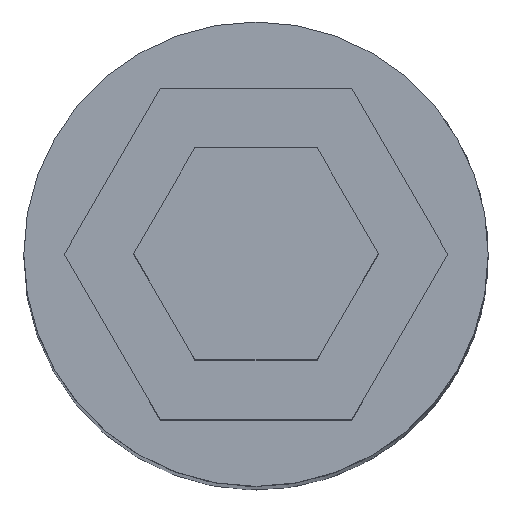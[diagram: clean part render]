
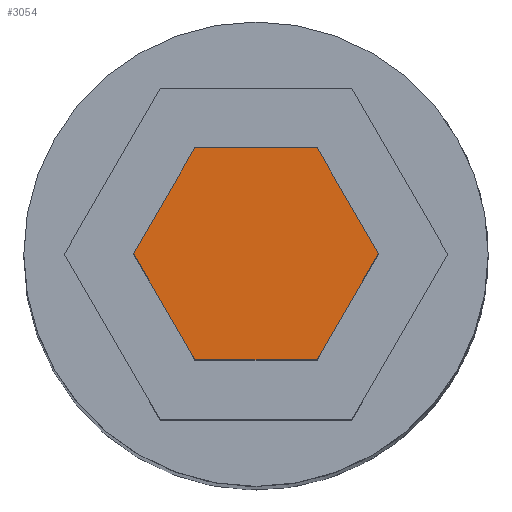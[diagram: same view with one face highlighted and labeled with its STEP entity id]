
A CAD part, top view. The second image highlights one B-rep face of the part: STEP entity #3054.
In plain terms, the highlighted planar face has unit normal (0, 0, 1).
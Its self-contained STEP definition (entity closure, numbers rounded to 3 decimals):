
#2505 = PLANE('',#2506);
#2506 = AXIS2_PLACEMENT_3D('',#2507,#2508,#2509);
#2507 = CARTESIAN_POINT('',(-37.583,16.423,
    138.796));
#2508 = DIRECTION('',(0.,-1.,0.));
#2509 = DIRECTION('',(1.,0.,0.));
#2576 = PLANE('',#2577);
#2577 = AXIS2_PLACEMENT_3D('',#2578,#2579,#2580);
#2578 = CARTESIAN_POINT('',(-52.074,-8.677,
    138.796));
#2579 = DIRECTION('',(0.,1.,0.));
#2580 = DIRECTION('',(0.,0.,1.));
#2607 = PLANE('',#2608);
#2608 = AXIS2_PLACEMENT_3D('',#2609,#2610,#2611);
#2609 = CARTESIAN_POINT('',(-52.074,16.423,
    138.796));
#2610 = DIRECTION('',(0.866,-0.5,0.));
#2611 = DIRECTION('',(0.5,0.866,0.));
#2632 = VERTEX_POINT('',#2633);
#2633 = CARTESIAN_POINT('',(-59.32,3.873,
    138.796));
#2647 = PLANE('',#2648);
#2648 = AXIS2_PLACEMENT_3D('',#2649,#2650,#2651);
#2649 = CARTESIAN_POINT('',(-59.32,3.873,
    138.796));
#2650 = DIRECTION('',(0.866,0.5,0.));
#2651 = DIRECTION('',(-0.5,0.866,0.));
#2659 = EDGE_CURVE('',#2660,#2632,#2662,.T.);
#2660 = VERTEX_POINT('',#2661);
#2661 = CARTESIAN_POINT('',(-52.074,16.423,
    138.796));
#2662 = SURFACE_CURVE('',#2663,(#2667,#2674),.PCURVE_S1.);
#2663 = LINE('',#2664,#2665);
#2664 = CARTESIAN_POINT('',(-52.074,16.423,
    138.796));
#2665 = VECTOR('',#2666,1.);
#2666 = DIRECTION('',(-0.5,-0.866,0.));
#2667 = PCURVE('',#2607,#2668);
#2668 = DEFINITIONAL_REPRESENTATION('',(#2669),#2673);
#2669 = LINE('',#2670,#2671);
#2670 = CARTESIAN_POINT('',(0.,0.));
#2671 = VECTOR('',#2672,1.);
#2672 = DIRECTION('',(-1.,0.));
#2673 = ( GEOMETRIC_REPRESENTATION_CONTEXT(2) 
PARAMETRIC_REPRESENTATION_CONTEXT() REPRESENTATION_CONTEXT('2D SPACE',''
  ) );
#2674 = PCURVE('',#2675,#2680);
#2675 = PLANE('',#2676);
#2676 = AXIS2_PLACEMENT_3D('',#2677,#2678,#2679);
#2677 = CARTESIAN_POINT('',(-59.32,3.873,
    138.796));
#2678 = DIRECTION('',(0.,0.,1.));
#2679 = DIRECTION('',(1.,0.,0.));
#2680 = DEFINITIONAL_REPRESENTATION('',(#2681),#2685);
#2681 = LINE('',#2682,#2683);
#2682 = CARTESIAN_POINT('',(7.246,12.55));
#2683 = VECTOR('',#2684,1.);
#2684 = DIRECTION('',(-0.5,-0.866));
#2685 = ( GEOMETRIC_REPRESENTATION_CONTEXT(2) 
PARAMETRIC_REPRESENTATION_CONTEXT() REPRESENTATION_CONTEXT('2D SPACE',''
  ) );
#2735 = VERTEX_POINT('',#2736);
#2736 = CARTESIAN_POINT('',(-52.074,-8.677,
    138.796));
#2757 = EDGE_CURVE('',#2632,#2735,#2758,.T.);
#2758 = SURFACE_CURVE('',#2759,(#2763,#2770),.PCURVE_S1.);
#2759 = LINE('',#2760,#2761);
#2760 = CARTESIAN_POINT('',(-59.32,3.873,
    138.796));
#2761 = VECTOR('',#2762,1.);
#2762 = DIRECTION('',(0.5,-0.866,0.));
#2763 = PCURVE('',#2647,#2764);
#2764 = DEFINITIONAL_REPRESENTATION('',(#2765),#2769);
#2765 = LINE('',#2766,#2767);
#2766 = CARTESIAN_POINT('',(0.,0.));
#2767 = VECTOR('',#2768,1.);
#2768 = DIRECTION('',(-1.,0.));
#2769 = ( GEOMETRIC_REPRESENTATION_CONTEXT(2) 
PARAMETRIC_REPRESENTATION_CONTEXT() REPRESENTATION_CONTEXT('2D SPACE',''
  ) );
#2770 = PCURVE('',#2675,#2771);
#2771 = DEFINITIONAL_REPRESENTATION('',(#2772),#2776);
#2772 = LINE('',#2773,#2774);
#2773 = CARTESIAN_POINT('',(0.,0.));
#2774 = VECTOR('',#2775,1.);
#2775 = DIRECTION('',(0.5,-0.866));
#2776 = ( GEOMETRIC_REPRESENTATION_CONTEXT(2) 
PARAMETRIC_REPRESENTATION_CONTEXT() REPRESENTATION_CONTEXT('2D SPACE',''
  ) );
#2806 = VERTEX_POINT('',#2807);
#2807 = CARTESIAN_POINT('',(-37.583,-8.677,
    138.796));
#2821 = PLANE('',#2822);
#2822 = AXIS2_PLACEMENT_3D('',#2823,#2824,#2825);
#2823 = CARTESIAN_POINT('',(-37.583,-8.677,
    138.796));
#2824 = DIRECTION('',(-0.866,0.5,0.));
#2825 = DIRECTION('',(-0.5,-0.866,0.));
#2833 = EDGE_CURVE('',#2735,#2806,#2834,.T.);
#2834 = SURFACE_CURVE('',#2835,(#2839,#2846),.PCURVE_S1.);
#2835 = LINE('',#2836,#2837);
#2836 = CARTESIAN_POINT('',(-52.074,-8.677,
    138.796));
#2837 = VECTOR('',#2838,1.);
#2838 = DIRECTION('',(1.,0.,0.));
#2839 = PCURVE('',#2576,#2840);
#2840 = DEFINITIONAL_REPRESENTATION('',(#2841),#2845);
#2841 = LINE('',#2842,#2843);
#2842 = CARTESIAN_POINT('',(0.,0.));
#2843 = VECTOR('',#2844,1.);
#2844 = DIRECTION('',(0.,1.));
#2845 = ( GEOMETRIC_REPRESENTATION_CONTEXT(2) 
PARAMETRIC_REPRESENTATION_CONTEXT() REPRESENTATION_CONTEXT('2D SPACE',''
  ) );
#2846 = PCURVE('',#2675,#2847);
#2847 = DEFINITIONAL_REPRESENTATION('',(#2848),#2852);
#2848 = LINE('',#2849,#2850);
#2849 = CARTESIAN_POINT('',(7.246,-12.55));
#2850 = VECTOR('',#2851,1.);
#2851 = DIRECTION('',(1.,0.));
#2852 = ( GEOMETRIC_REPRESENTATION_CONTEXT(2) 
PARAMETRIC_REPRESENTATION_CONTEXT() REPRESENTATION_CONTEXT('2D SPACE',''
  ) );
#2885 = VERTEX_POINT('',#2886);
#2886 = CARTESIAN_POINT('',(-30.337,3.873,
    138.796));
#2900 = PLANE('',#2901);
#2901 = AXIS2_PLACEMENT_3D('',#2902,#2903,#2904);
#2902 = CARTESIAN_POINT('',(-30.337,3.873,
    138.796));
#2903 = DIRECTION('',(-0.866,-0.5,0.));
#2904 = DIRECTION('',(0.5,-0.866,0.));
#2912 = EDGE_CURVE('',#2806,#2885,#2913,.T.);
#2913 = SURFACE_CURVE('',#2914,(#2918,#2925),.PCURVE_S1.);
#2914 = LINE('',#2915,#2916);
#2915 = CARTESIAN_POINT('',(-37.583,-8.677,
    138.796));
#2916 = VECTOR('',#2917,1.);
#2917 = DIRECTION('',(0.5,0.866,0.));
#2918 = PCURVE('',#2821,#2919);
#2919 = DEFINITIONAL_REPRESENTATION('',(#2920),#2924);
#2920 = LINE('',#2921,#2922);
#2921 = CARTESIAN_POINT('',(0.,0.));
#2922 = VECTOR('',#2923,1.);
#2923 = DIRECTION('',(-1.,0.));
#2924 = ( GEOMETRIC_REPRESENTATION_CONTEXT(2) 
PARAMETRIC_REPRESENTATION_CONTEXT() REPRESENTATION_CONTEXT('2D SPACE',''
  ) );
#2925 = PCURVE('',#2675,#2926);
#2926 = DEFINITIONAL_REPRESENTATION('',(#2927),#2931);
#2927 = LINE('',#2928,#2929);
#2928 = CARTESIAN_POINT('',(21.737,-12.55));
#2929 = VECTOR('',#2930,1.);
#2930 = DIRECTION('',(0.5,0.866));
#2931 = ( GEOMETRIC_REPRESENTATION_CONTEXT(2) 
PARAMETRIC_REPRESENTATION_CONTEXT() REPRESENTATION_CONTEXT('2D SPACE',''
  ) );
#2961 = VERTEX_POINT('',#2962);
#2962 = CARTESIAN_POINT('',(-37.583,16.423,
    138.796));
#2983 = EDGE_CURVE('',#2885,#2961,#2984,.T.);
#2984 = SURFACE_CURVE('',#2985,(#2989,#2996),.PCURVE_S1.);
#2985 = LINE('',#2986,#2987);
#2986 = CARTESIAN_POINT('',(-30.337,3.873,
    138.796));
#2987 = VECTOR('',#2988,1.);
#2988 = DIRECTION('',(-0.5,0.866,0.));
#2989 = PCURVE('',#2900,#2990);
#2990 = DEFINITIONAL_REPRESENTATION('',(#2991),#2995);
#2991 = LINE('',#2992,#2993);
#2992 = CARTESIAN_POINT('',(0.,0.));
#2993 = VECTOR('',#2994,1.);
#2994 = DIRECTION('',(-1.,0.));
#2995 = ( GEOMETRIC_REPRESENTATION_CONTEXT(2) 
PARAMETRIC_REPRESENTATION_CONTEXT() REPRESENTATION_CONTEXT('2D SPACE',''
  ) );
#2996 = PCURVE('',#2675,#2997);
#2997 = DEFINITIONAL_REPRESENTATION('',(#2998),#3002);
#2998 = LINE('',#2999,#3000);
#2999 = CARTESIAN_POINT('',(28.983,0.));
#3000 = VECTOR('',#3001,1.);
#3001 = DIRECTION('',(-0.5,0.866));
#3002 = ( GEOMETRIC_REPRESENTATION_CONTEXT(2) 
PARAMETRIC_REPRESENTATION_CONTEXT() REPRESENTATION_CONTEXT('2D SPACE',''
  ) );
#3030 = EDGE_CURVE('',#2961,#2660,#3031,.T.);
#3031 = SURFACE_CURVE('',#3032,(#3036,#3043),.PCURVE_S1.);
#3032 = LINE('',#3033,#3034);
#3033 = CARTESIAN_POINT('',(-37.583,16.423,
    138.796));
#3034 = VECTOR('',#3035,1.);
#3035 = DIRECTION('',(-1.,0.,0.));
#3036 = PCURVE('',#2505,#3037);
#3037 = DEFINITIONAL_REPRESENTATION('',(#3038),#3042);
#3038 = LINE('',#3039,#3040);
#3039 = CARTESIAN_POINT('',(0.,0.));
#3040 = VECTOR('',#3041,1.);
#3041 = DIRECTION('',(-1.,0.));
#3042 = ( GEOMETRIC_REPRESENTATION_CONTEXT(2) 
PARAMETRIC_REPRESENTATION_CONTEXT() REPRESENTATION_CONTEXT('2D SPACE',''
  ) );
#3043 = PCURVE('',#2675,#3044);
#3044 = DEFINITIONAL_REPRESENTATION('',(#3045),#3049);
#3045 = LINE('',#3046,#3047);
#3046 = CARTESIAN_POINT('',(21.737,12.55));
#3047 = VECTOR('',#3048,1.);
#3048 = DIRECTION('',(-1.,0.));
#3049 = ( GEOMETRIC_REPRESENTATION_CONTEXT(2) 
PARAMETRIC_REPRESENTATION_CONTEXT() REPRESENTATION_CONTEXT('2D SPACE',''
  ) );
#3054 = ADVANCED_FACE('',(#3055),#2675,.T.);
#3055 = FACE_BOUND('',#3056,.T.);
#3056 = EDGE_LOOP('',(#3057,#3058,#3059,#3060,#3061,#3062));
#3057 = ORIENTED_EDGE('',*,*,#2659,.T.);
#3058 = ORIENTED_EDGE('',*,*,#2757,.T.);
#3059 = ORIENTED_EDGE('',*,*,#2833,.T.);
#3060 = ORIENTED_EDGE('',*,*,#2912,.T.);
#3061 = ORIENTED_EDGE('',*,*,#2983,.T.);
#3062 = ORIENTED_EDGE('',*,*,#3030,.T.);
